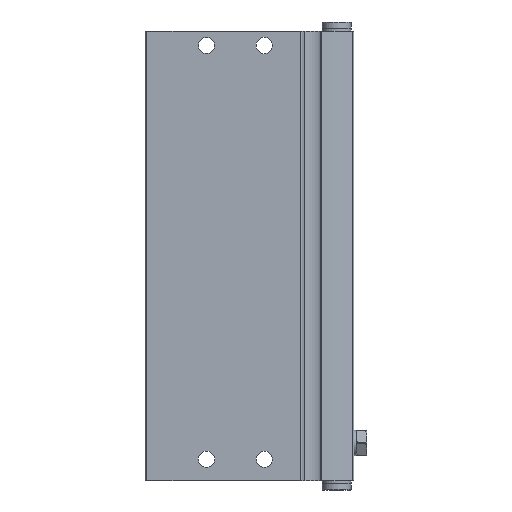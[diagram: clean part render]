
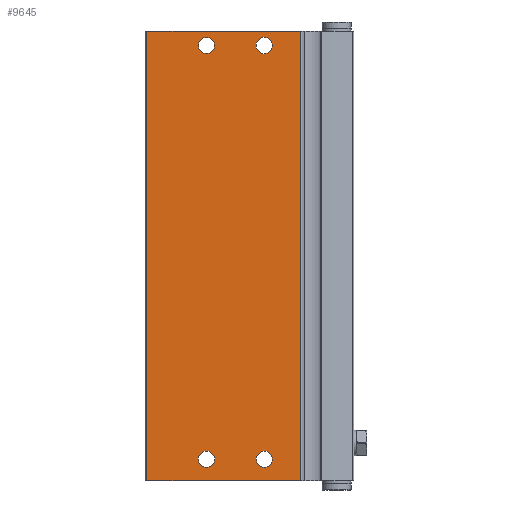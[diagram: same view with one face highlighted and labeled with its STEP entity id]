
A CAD part, front view. The second image highlights one B-rep face of the part: STEP entity #9645.
In plain terms, the highlighted planar face has unit normal (0, -1, 0).
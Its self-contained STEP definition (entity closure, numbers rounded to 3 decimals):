
#298=LINE('',#16408,#889);
#299=LINE('',#16418,#890);
#300=LINE('',#16420,#891);
#301=LINE('',#16422,#892);
#889=VECTOR('',#12163,1000.);
#890=VECTOR('',#12174,1000.);
#891=VECTOR('',#12175,1000.);
#892=VECTOR('',#12176,1000.);
#1453=PLANE('',#10804);
#1801=CIRCLE('',#10805,2.25);
#1802=CIRCLE('',#10806,2.25);
#1803=CIRCLE('',#10807,2.25);
#1804=CIRCLE('',#10808,2.25);
#2528=ORIENTED_EDGE('',*,*,#4982,.F.);
#2529=ORIENTED_EDGE('',*,*,#4983,.F.);
#2530=ORIENTED_EDGE('',*,*,#4984,.F.);
#2531=ORIENTED_EDGE('',*,*,#4985,.F.);
#2532=ORIENTED_EDGE('',*,*,#4986,.F.);
#2533=ORIENTED_EDGE('',*,*,#4981,.F.);
#2534=ORIENTED_EDGE('',*,*,#4987,.T.);
#2535=ORIENTED_EDGE('',*,*,#4988,.T.);
#4981=EDGE_CURVE('',#6197,#6196,#298,.T.);
#4982=EDGE_CURVE('',#6198,#6198,#1801,.T.);
#4983=EDGE_CURVE('',#6199,#6199,#1802,.T.);
#4984=EDGE_CURVE('',#6200,#6200,#1803,.T.);
#4985=EDGE_CURVE('',#6201,#6201,#1804,.T.);
#4986=EDGE_CURVE('',#6196,#6202,#299,.T.);
#4987=EDGE_CURVE('',#6197,#6203,#300,.T.);
#4988=EDGE_CURVE('',#6203,#6202,#301,.T.);
#6196=VERTEX_POINT('',#16405);
#6197=VERTEX_POINT('',#16407);
#6198=VERTEX_POINT('',#16411);
#6199=VERTEX_POINT('',#16413);
#6200=VERTEX_POINT('',#16415);
#6201=VERTEX_POINT('',#16417);
#6202=VERTEX_POINT('',#16419);
#6203=VERTEX_POINT('',#16421);
#7247=EDGE_LOOP('',(#2528));
#7248=EDGE_LOOP('',(#2529));
#7249=EDGE_LOOP('',(#2530));
#7250=EDGE_LOOP('',(#2531));
#7251=EDGE_LOOP('',(#2532,#2533,#2534,#2535));
#8354=FACE_BOUND('',#7247,.T.);
#8355=FACE_BOUND('',#7248,.T.);
#8356=FACE_BOUND('',#7249,.T.);
#8357=FACE_BOUND('',#7250,.T.);
#8358=FACE_BOUND('',#7251,.T.);
#9645=ADVANCED_FACE('',(#8354,#8355,#8356,#8357,#8358),#1453,.T.);
#10804=AXIS2_PLACEMENT_3D('',#16409,#12164,#12165);
#10805=AXIS2_PLACEMENT_3D('',#16410,#12166,#12167);
#10806=AXIS2_PLACEMENT_3D('',#16412,#12168,#12169);
#10807=AXIS2_PLACEMENT_3D('',#16414,#12170,#12171);
#10808=AXIS2_PLACEMENT_3D('',#16416,#12172,#12173);
#12163=DIRECTION('',(0.,0.,1.));
#12164=DIRECTION('',(0.,-1.,0.));
#12165=DIRECTION('',(0.,0.,-1.));
#12166=DIRECTION('',(0.,-1.,0.));
#12167=DIRECTION('',(0.,0.,-1.));
#12168=DIRECTION('',(0.,-1.,0.));
#12169=DIRECTION('',(0.,0.,-1.));
#12170=DIRECTION('',(0.,-1.,0.));
#12171=DIRECTION('',(0.,0.,-1.));
#12172=DIRECTION('',(0.,-1.,0.));
#12173=DIRECTION('',(0.,0.,-1.));
#12174=DIRECTION('',(1.,0.,0.));
#12175=DIRECTION('',(1.,0.,0.));
#12176=DIRECTION('',(0.,0.,1.));
#16405=CARTESIAN_POINT('',(-18.069,0.,0.));
#16407=CARTESIAN_POINT('',(-18.069,0.,-124.5));
#16408=CARTESIAN_POINT('',(-18.069,0.,-124.5));
#16409=CARTESIAN_POINT('',(-18.069,0.,-124.5));
#16410=CARTESIAN_POINT('',(-8.,0.,-6.));
#16411=CARTESIAN_POINT('',(-8.,0.,-8.25));
#16412=CARTESIAN_POINT('',(-8.,0.,-120.5));
#16413=CARTESIAN_POINT('',(-8.,0.,-122.75));
#16414=CARTESIAN_POINT('',(8.,0.,-120.5));
#16415=CARTESIAN_POINT('',(8.,0.,-122.75));
#16416=CARTESIAN_POINT('',(8.,0.,-6.));
#16417=CARTESIAN_POINT('',(8.,0.,-8.25));
#16418=CARTESIAN_POINT('',(-18.069,0.,0.));
#16419=CARTESIAN_POINT('',(24.5,0.,0.));
#16420=CARTESIAN_POINT('',(-18.069,0.,-124.5));
#16421=CARTESIAN_POINT('',(24.5,0.,-124.5));
#16422=CARTESIAN_POINT('',(24.5,0.,-124.5));
